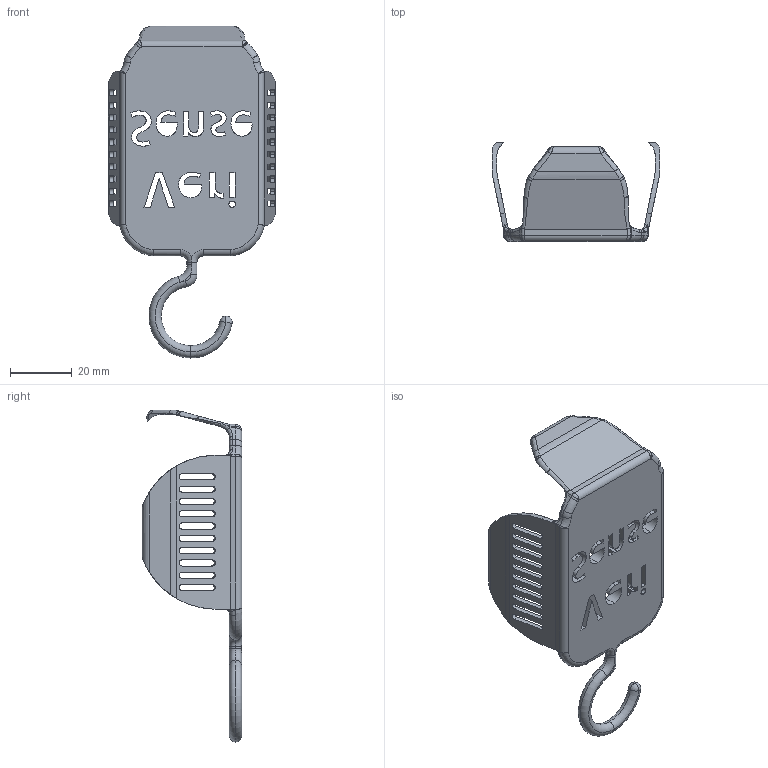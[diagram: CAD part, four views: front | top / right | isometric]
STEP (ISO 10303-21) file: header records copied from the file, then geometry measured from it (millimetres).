
FILE_DESCRIPTION (( 'STEP AP214' ), '1' );
FILE_NAME ('VeriSense_Hanger.STEP', '2017-05-19T13:55:13', ( '' ), ( '' ), 'SwSTEP 2.0', 'SolidWorks 2016', '' );
FILE_SCHEMA (( 'AUTOMOTIVE_DESIGN' ));
Length unit declared in the file: millimetre
Products named in the file (1): VeriSense_Hanger
Bounding box: 54.52 x 32.3 x 107.84 mm (x, y, z)
Volume: 16508.5 mm3; surface area: 15059.7 mm2
Topology: 1 solids, 1 shells, 360 faces, 1000 edges, 634 vertices
Faces by surface type: cylinder 119, plane 108, bspline 89, torus 38, sphere 6
Entity records: 15462 total; most frequent: CARTESIAN_POINT 6821, ORIENTED_EDGE 1982, DIRECTION 1530, EDGE_CURVE 991, VERTEX_POINT 633, AXIS2_PLACEMENT_3D 535, VECTOR 460, LINE 460
